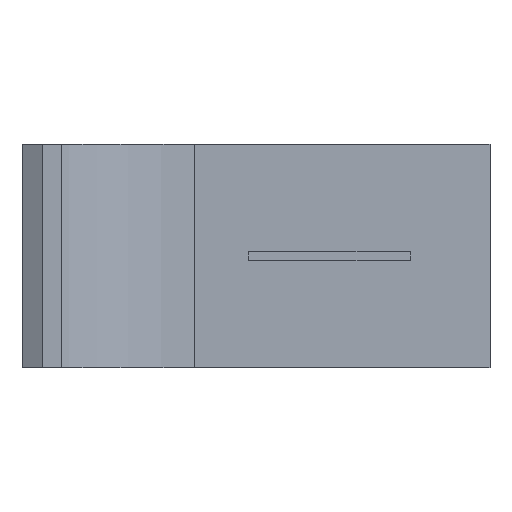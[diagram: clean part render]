
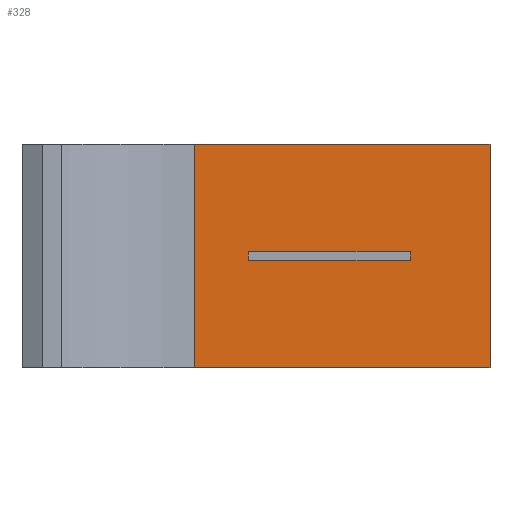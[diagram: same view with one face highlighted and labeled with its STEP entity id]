
A CAD part, left-side view. The second image highlights one B-rep face of the part: STEP entity #328.
In plain terms, the highlighted planar face has unit normal (-1, 0, 0).
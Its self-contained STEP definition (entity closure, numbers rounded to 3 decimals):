
#25 = LINE ( 'NONE', #562, #300 ) ;
#35 = EDGE_CURVE ( 'NONE', #431, #184, #592, .T. ) ;
#36 = ORIENTED_EDGE ( 'NONE', *, *, #148, .F. ) ;
#42 = DIRECTION ( 'NONE',  ( 0., -1., 0. ) ) ;
#48 = CARTESIAN_POINT ( 'NONE',  ( -2., 0., 10.35 ) ) ;
#69 = ORIENTED_EDGE ( 'NONE', *, *, #333, .T. ) ;
#78 = LINE ( 'NONE', #525, #612 ) ;
#86 = CARTESIAN_POINT ( 'NONE',  ( -2., 0., 10.35 ) ) ;
#90 = LINE ( 'NONE', #106, #95 ) ;
#95 = VECTOR ( 'NONE', #466, 1000. ) ;
#101 = CARTESIAN_POINT ( 'NONE',  ( -2., 27.4, -10.35 ) ) ;
#104 = DIRECTION ( 'NONE',  ( 0., 0., -1. ) ) ;
#106 = CARTESIAN_POINT ( 'NONE',  ( -2., 22.396, 0.4 ) ) ;
#107 = FACE_OUTER_BOUND ( 'NONE', #529, .T. ) ;
#135 = DIRECTION ( 'NONE',  ( 0., -1., 0. ) ) ;
#136 = CARTESIAN_POINT ( 'NONE',  ( -2., 22.396, 0.4 ) ) ;
#148 = EDGE_CURVE ( 'NONE', #161, #429, #271, .T. ) ;
#151 = PLANE ( 'NONE',  #254 ) ;
#161 = VERTEX_POINT ( 'NONE', #86 ) ;
#182 = EDGE_CURVE ( 'NONE', #366, #323, #78, .T. ) ;
#184 = VERTEX_POINT ( 'NONE', #430 ) ;
#194 = ORIENTED_EDGE ( 'NONE', *, *, #462, .T. ) ;
#196 = VECTOR ( 'NONE', #224, 1000. ) ;
#202 = LINE ( 'NONE', #215, #196 ) ;
#215 = CARTESIAN_POINT ( 'NONE',  ( -2., 22.396, -0.4 ) ) ;
#224 = DIRECTION ( 'NONE',  ( 0., 1., 0. ) ) ;
#232 = VECTOR ( 'NONE', #340, 1000. ) ;
#250 = CARTESIAN_POINT ( 'NONE',  ( -2., 22.396, 0.4 ) ) ;
#254 = AXIS2_PLACEMENT_3D ( 'NONE', #407, #519, #415 ) ;
#260 = LINE ( 'NONE', #310, #232 ) ;
#267 = VECTOR ( 'NONE', #42, 1000. ) ;
#271 = LINE ( 'NONE', #577, #362 ) ;
#276 = LINE ( 'NONE', #48, #267 ) ;
#300 = VECTOR ( 'NONE', #135, 1000. ) ;
#303 = EDGE_CURVE ( 'NONE', #596, #431, #90, .T. ) ;
#310 = CARTESIAN_POINT ( 'NONE',  ( -2., 7.396, 0.4 ) ) ;
#311 = FACE_BOUND ( 'NONE', #474, .T. ) ;
#323 = VERTEX_POINT ( 'NONE', #101 ) ;
#328 = ADVANCED_FACE ( 'NONE', ( #107, #311 ), #151, .F. ) ;
#333 = EDGE_CURVE ( 'NONE', #323, #429, #25, .T. ) ;
#340 = DIRECTION ( 'NONE',  ( 0., 0., -1. ) ) ;
#348 = ORIENTED_EDGE ( 'NONE', *, *, #35, .F. ) ;
#362 = VECTOR ( 'NONE', #537, 1000. ) ;
#366 = VERTEX_POINT ( 'NONE', #375 ) ;
#375 = CARTESIAN_POINT ( 'NONE',  ( -2., 27.4, 10.35 ) ) ;
#396 = EDGE_CURVE ( 'NONE', #366, #161, #276, .T. ) ;
#407 = CARTESIAN_POINT ( 'NONE',  ( -2., 0., 10.35 ) ) ;
#410 = CARTESIAN_POINT ( 'NONE',  ( -2., 7.396, -0.4 ) ) ;
#415 = DIRECTION ( 'NONE',  ( 0., 1., 0. ) ) ;
#425 = ORIENTED_EDGE ( 'NONE', *, *, #557, .T. ) ;
#429 = VERTEX_POINT ( 'NONE', #502 ) ;
#430 = CARTESIAN_POINT ( 'NONE',  ( -2., 22.396, -0.4 ) ) ;
#431 = VERTEX_POINT ( 'NONE', #250 ) ;
#459 = ORIENTED_EDGE ( 'NONE', *, *, #396, .F. ) ;
#462 = EDGE_CURVE ( 'NONE', #596, #583, #260, .T. ) ;
#466 = DIRECTION ( 'NONE',  ( 0., 1., 0. ) ) ;
#474 = EDGE_LOOP ( 'NONE', ( #475, #194, #425, #348 ) ) ;
#475 = ORIENTED_EDGE ( 'NONE', *, *, #303, .F. ) ;
#502 = CARTESIAN_POINT ( 'NONE',  ( -2., 0., -10.35 ) ) ;
#512 = CARTESIAN_POINT ( 'NONE',  ( -2., 7.396, 0.4 ) ) ;
#519 = DIRECTION ( 'NONE',  ( 1., 0., 0. ) ) ;
#524 = DIRECTION ( 'NONE',  ( 0., 0., -1. ) ) ;
#525 = CARTESIAN_POINT ( 'NONE',  ( -2., 27.4, 10.35 ) ) ;
#529 = EDGE_LOOP ( 'NONE', ( #69, #36, #459, #556 ) ) ;
#537 = DIRECTION ( 'NONE',  ( 0., 0., -1. ) ) ;
#556 = ORIENTED_EDGE ( 'NONE', *, *, #182, .T. ) ;
#557 = EDGE_CURVE ( 'NONE', #583, #184, #202, .T. ) ;
#562 = CARTESIAN_POINT ( 'NONE',  ( -2., 0., -10.35 ) ) ;
#577 = CARTESIAN_POINT ( 'NONE',  ( -2., 0., 10.35 ) ) ;
#583 = VERTEX_POINT ( 'NONE', #410 ) ;
#592 = LINE ( 'NONE', #136, #606 ) ;
#596 = VERTEX_POINT ( 'NONE', #512 ) ;
#606 = VECTOR ( 'NONE', #104, 1000. ) ;
#612 = VECTOR ( 'NONE', #524, 1000. ) ;
